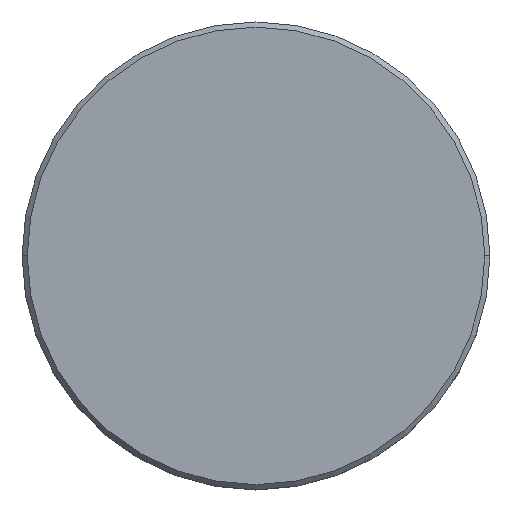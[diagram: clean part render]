
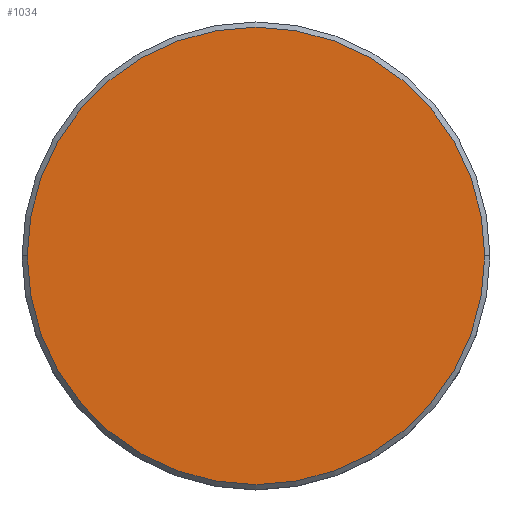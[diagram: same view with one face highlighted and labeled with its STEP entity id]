
A CAD part, top view. The second image highlights one B-rep face of the part: STEP entity #1034.
In plain terms, the highlighted planar face has unit normal (0, 0, 1).
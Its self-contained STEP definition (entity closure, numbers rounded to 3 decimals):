
#63 = VERTEX_POINT ( 'NONE', #669 ) ;
#88 = CARTESIAN_POINT ( 'NONE',  ( 0., 0., 0. ) ) ;
#237 = EDGE_LOOP ( 'NONE', ( #766, #593 ) ) ;
#240 = CARTESIAN_POINT ( 'NONE',  ( 22., 0., 0. ) ) ;
#259 = CARTESIAN_POINT ( 'NONE',  ( 0., 0., 0. ) ) ;
#275 = CIRCLE ( 'NONE', #287, 22. ) ;
#287 = AXIS2_PLACEMENT_3D ( 'NONE', #828, #334, #642 ) ;
#334 = DIRECTION ( 'NONE',  ( 0., 0., 1. ) ) ;
#360 = PLANE ( 'NONE',  #656 ) ;
#433 = CIRCLE ( 'NONE', #942, 22. ) ;
#464 = VERTEX_POINT ( 'NONE', #240 ) ;
#498 = DIRECTION ( 'NONE',  ( 1., 0., 0. ) ) ;
#505 = DIRECTION ( 'NONE',  ( 1., 0., 0. ) ) ;
#575 = DIRECTION ( 'NONE',  ( 0., 0., 1. ) ) ;
#579 = FACE_OUTER_BOUND ( 'NONE', #237, .T. ) ;
#593 = ORIENTED_EDGE ( 'NONE', *, *, #1013, .T. ) ;
#642 = DIRECTION ( 'NONE',  ( 1., 0., 0. ) ) ;
#656 = AXIS2_PLACEMENT_3D ( 'NONE', #88, #575, #498 ) ;
#669 = CARTESIAN_POINT ( 'NONE',  ( -22., 0., 0. ) ) ;
#682 = EDGE_CURVE ( 'NONE', #63, #464, #433, .T. ) ;
#766 = ORIENTED_EDGE ( 'NONE', *, *, #682, .T. ) ;
#828 = CARTESIAN_POINT ( 'NONE',  ( 0., 0., 0. ) ) ;
#902 = DIRECTION ( 'NONE',  ( 0., 0., 1. ) ) ;
#942 = AXIS2_PLACEMENT_3D ( 'NONE', #259, #902, #505 ) ;
#1013 = EDGE_CURVE ( 'NONE', #464, #63, #275, .T. ) ;
#1034 = ADVANCED_FACE ( 'NONE', ( #579 ), #360, .T. ) ;
